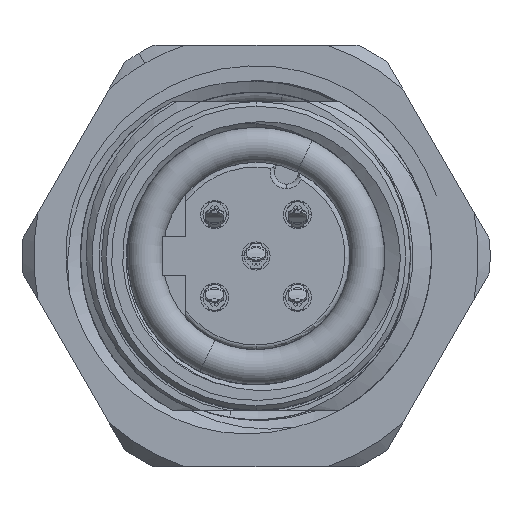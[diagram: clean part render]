
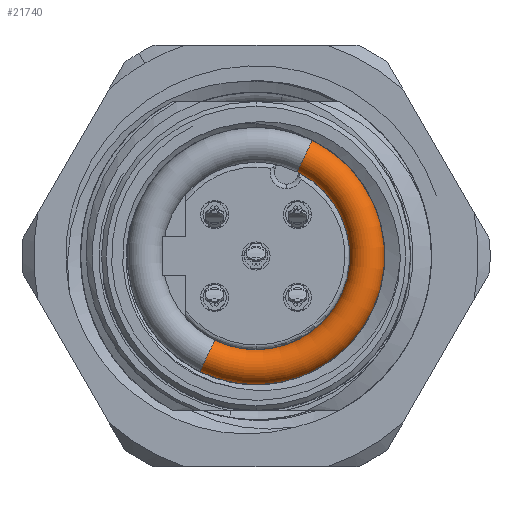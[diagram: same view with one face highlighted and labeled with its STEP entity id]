
A CAD part, left-side view. The second image highlights one B-rep face of the part: STEP entity #21740.
In plain terms, the highlighted toroidal (fillet/blend) face has major radius 4.75 mm and minor radius 0.75 mm.
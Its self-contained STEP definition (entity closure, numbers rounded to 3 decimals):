
#341 = ORIENTED_EDGE ( 'NONE', *, *, #41998, .T. ) ;
#448 = CIRCLE ( 'NONE', #27286, 4. ) ;
#1003 = DIRECTION ( 'NONE',  ( 0., 0., 1. ) ) ;
#1609 = ORIENTED_EDGE ( 'NONE', *, *, #12711, .F. ) ;
#2280 = VERTEX_POINT ( 'NONE', #24290 ) ;
#2698 = ORIENTED_EDGE ( 'NONE', *, *, #23623, .T. ) ;
#5533 = DIRECTION ( 'NONE',  ( 0., -1., 0. ) ) ;
#6816 = TOROIDAL_SURFACE ( 'NONE', #43113, 4.75, 0.75 ) ;
#6912 = CIRCLE ( 'NONE', #27220, 0.75 ) ;
#8313 = AXIS2_PLACEMENT_3D ( 'NONE', #25319, #28973, #1003 ) ;
#8585 = CARTESIAN_POINT ( 'NONE',  ( 0., 0., 0. ) ) ;
#12711 = EDGE_CURVE ( 'NONE', #39075, #2280, #21780, .T. ) ;
#13054 = EDGE_LOOP ( 'NONE', ( #1609, #32885, #2698, #341 ) ) ;
#13638 = DIRECTION ( 'NONE',  ( 0., -1., 0. ) ) ;
#15645 = DIRECTION ( 'NONE',  ( -1., 0., 0. ) ) ;
#18048 = CARTESIAN_POINT ( 'NONE',  ( 0., 0., 4. ) ) ;
#19381 = VERTEX_POINT ( 'NONE', #18048 ) ;
#19679 = DIRECTION ( 'NONE',  ( 1., 0., 0. ) ) ;
#21740 = ADVANCED_FACE ( 'NONE', ( #36575 ), #6816, .T. ) ;
#21780 = CIRCLE ( 'NONE', #23233, 5.5 ) ;
#23233 = AXIS2_PLACEMENT_3D ( 'NONE', #30096, #43932, #39642 ) ;
#23623 = EDGE_CURVE ( 'NONE', #36411, #19381, #448, .T. ) ;
#24079 = DIRECTION ( 'NONE',  ( -1., 0., 0. ) ) ;
#24290 = CARTESIAN_POINT ( 'NONE',  ( 0., 0., 5.5 ) ) ;
#25319 = CARTESIAN_POINT ( 'NONE',  ( 0., 0., -4.75 ) ) ;
#27220 = AXIS2_PLACEMENT_3D ( 'NONE', #36709, #5533, #19679 ) ;
#27286 = AXIS2_PLACEMENT_3D ( 'NONE', #37751, #24079, #13638 ) ;
#27914 = CIRCLE ( 'NONE', #8313, 0.75 ) ;
#28973 = DIRECTION ( 'NONE',  ( 0., 1., 0. ) ) ;
#30096 = CARTESIAN_POINT ( 'NONE',  ( 0., 0., 0. ) ) ;
#32711 = DIRECTION ( 'NONE',  ( 0., 0., 1. ) ) ;
#32885 = ORIENTED_EDGE ( 'NONE', *, *, #40002, .F. ) ;
#35730 = CARTESIAN_POINT ( 'NONE',  ( 0., 0., -5.5 ) ) ;
#36411 = VERTEX_POINT ( 'NONE', #44726 ) ;
#36575 = FACE_OUTER_BOUND ( 'NONE', #13054, .T. ) ;
#36709 = CARTESIAN_POINT ( 'NONE',  ( 0., 0., 4.75 ) ) ;
#37751 = CARTESIAN_POINT ( 'NONE',  ( 0., 0., 0. ) ) ;
#39075 = VERTEX_POINT ( 'NONE', #35730 ) ;
#39642 = DIRECTION ( 'NONE',  ( 0., -1., 0. ) ) ;
#40002 = EDGE_CURVE ( 'NONE', #36411, #39075, #27914, .T. ) ;
#41998 = EDGE_CURVE ( 'NONE', #19381, #2280, #6912, .T. ) ;
#43113 = AXIS2_PLACEMENT_3D ( 'NONE', #8585, #15645, #32711 ) ;
#43932 = DIRECTION ( 'NONE',  ( -1., 0., 0. ) ) ;
#44726 = CARTESIAN_POINT ( 'NONE',  ( 0., 0., -4. ) ) ;
